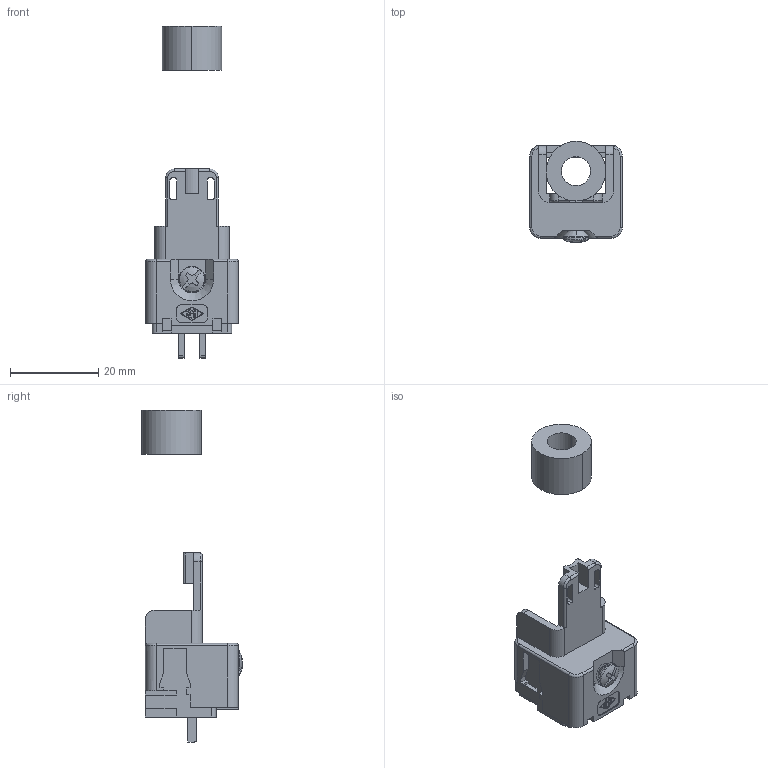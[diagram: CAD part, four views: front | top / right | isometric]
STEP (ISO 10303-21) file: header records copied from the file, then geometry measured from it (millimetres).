
FILE_DESCRIPTION(('Creo Elements/Direct Modeling STEP Export'),'2;1');
FILE_NAME('0lndrp34ou4sofd1988','2019-01-28T 9:51:04',(''),(''),'PTC Creo Elements/Direct Modeling STEP processor for AP214 (Solid Model)','PTC Creo Elements/Direct Modeling 19.0E 27-Jun-2016 (C) Parametric Technology GmbH','');
FILE_SCHEMA(('AUTOMOTIVE_DESIGN { 1 0 10303 214 1 1 1 1 }'));
Length unit declared in the file: millimetre
Products named in the file (3): CJK_8M_Adapter; CJK_8M_Gasket; CJK_8M
Assembly tree (2 placements, depth 2):
  CJK_8M
    CJK_8M_Gasket
    CJK_8M_Adapter
Bounding box: 21 x 22.84 x 75.25 mm (x, y, z)
Volume: 6190.3 mm3; surface area: 4794.2 mm2
Topology: 2 solids, 2 shells, 198 faces, 598 edges, 412 vertices
Faces by surface type: plane 141, cylinder 44, torus 6, cone 5, sphere 2
Entity records: 8316 total; most frequent: CARTESIAN_POINT 1280, ORIENTED_EDGE 1196, DIRECTION 1052, EDGE_CURVE 598, VECTOR 436, LINE 436, VERTEX_POINT 412, AXIS2_PLACEMENT_3D 308
